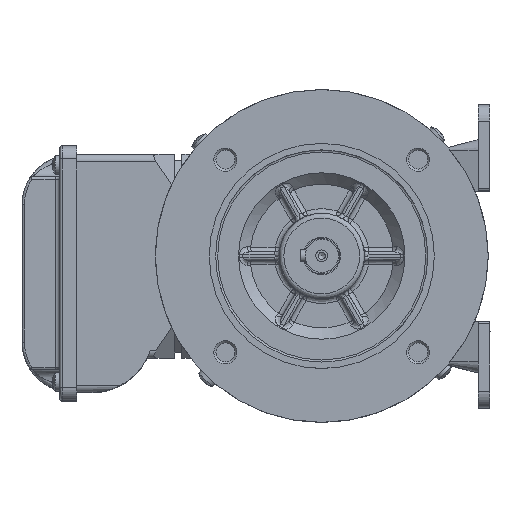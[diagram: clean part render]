
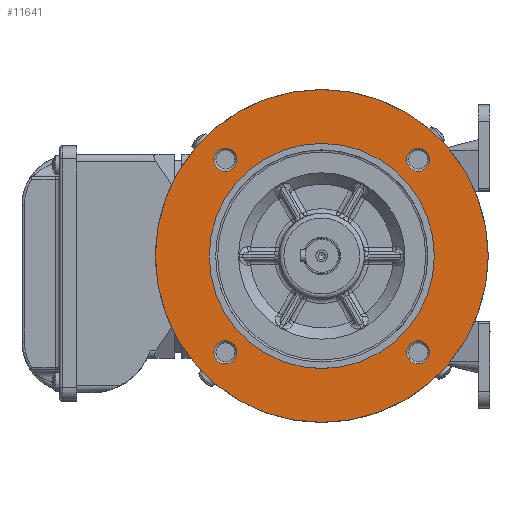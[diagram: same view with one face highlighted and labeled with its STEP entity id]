
A CAD part, top view. The second image highlights one B-rep face of the part: STEP entity #11641.
In plain terms, the highlighted face is planar.
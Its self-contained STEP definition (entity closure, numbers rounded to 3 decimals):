
#5749=FACE_BOUND('',#18402,.T.);
#5750=FACE_BOUND('',#18403,.T.);
#5751=FACE_BOUND('',#18404,.T.);
#5752=FACE_BOUND('',#18405,.T.);
#5753=FACE_BOUND('',#18406,.T.);
#5754=FACE_BOUND('',#18407,.T.);
#6855=CIRCLE('',#54248,47.5);
#7042=CIRCLE('',#54554,70.24);
#7106=CIRCLE('',#54662,4.88);
#7107=CIRCLE('',#54663,4.88);
#7108=CIRCLE('',#54664,4.88);
#7109=CIRCLE('',#54665,4.88);
#11641=ADVANCED_FACE('',(#5749,#5750,#5751,#5752,#5753,#5754),#13153,.F.);
#13153=PLANE('',#54666);
#18402=EDGE_LOOP('',(#31102));
#18403=EDGE_LOOP('',(#31103));
#18404=EDGE_LOOP('',(#31104));
#18405=EDGE_LOOP('',(#31105));
#18406=EDGE_LOOP('',(#31106));
#18407=EDGE_LOOP('',(#31107));
#31102=ORIENTED_EDGE('',*,*,#43751,.F.);
#31103=ORIENTED_EDGE('',*,*,#43752,.F.);
#31104=ORIENTED_EDGE('',*,*,#43564,.T.);
#31105=ORIENTED_EDGE('',*,*,#43106,.T.);
#31106=ORIENTED_EDGE('',*,*,#43753,.F.);
#31107=ORIENTED_EDGE('',*,*,#43754,.F.);
#36591=VERTEX_POINT('',#93150);
#36885=VERTEX_POINT('',#96986);
#37005=VERTEX_POINT('',#98328);
#37006=VERTEX_POINT('',#98330);
#37007=VERTEX_POINT('',#98332);
#37008=VERTEX_POINT('',#98334);
#43106=EDGE_CURVE('',#36591,#36591,#6855,.T.);
#43564=EDGE_CURVE('',#36885,#36885,#7042,.T.);
#43751=EDGE_CURVE('',#37005,#37005,#7106,.T.);
#43752=EDGE_CURVE('',#37006,#37006,#7107,.T.);
#43753=EDGE_CURVE('',#37007,#37007,#7108,.T.);
#43754=EDGE_CURVE('',#37008,#37008,#7109,.T.);
#54248=AXIS2_PLACEMENT_3D('',#93149,#63909,#63910);
#54554=AXIS2_PLACEMENT_3D('',#96985,#64629,#64630);
#54662=AXIS2_PLACEMENT_3D('',#98327,#64895,#64896);
#54663=AXIS2_PLACEMENT_3D('',#98329,#64897,#64898);
#54664=AXIS2_PLACEMENT_3D('',#98331,#64899,#64900);
#54665=AXIS2_PLACEMENT_3D('',#98333,#64901,#64902);
#54666=AXIS2_PLACEMENT_3D('',#98335,#64903,#64904);
#63909=DIRECTION('',(0.,0.,1.));
#63910=DIRECTION('',(1.,0.,0.));
#64629=DIRECTION('',(0.,0.,-1.));
#64630=DIRECTION('',(1.,0.,0.));
#64895=DIRECTION('',(0.,0.,-1.));
#64896=DIRECTION('',(1.,0.,0.));
#64897=DIRECTION('',(0.,0.,-1.));
#64898=DIRECTION('',(1.,0.,0.));
#64899=DIRECTION('',(0.,0.,-1.));
#64900=DIRECTION('',(1.,0.,0.));
#64901=DIRECTION('',(0.,0.,-1.));
#64902=DIRECTION('',(1.,0.,0.));
#64903=DIRECTION('',(0.,0.,1.));
#64904=DIRECTION('',(1.,0.,0.));
#93149=CARTESIAN_POINT('',(0.,0.,3.193));
#93150=CARTESIAN_POINT('',(47.5,0.,3.193));
#96985=CARTESIAN_POINT('',(0.,0.,3.193));
#96986=CARTESIAN_POINT('',(70.24,0.,3.193));
#98327=CARTESIAN_POINT('',(40.659,-40.659,3.193));
#98328=CARTESIAN_POINT('',(45.539,-40.659,3.193));
#98329=CARTESIAN_POINT('',(-40.659,40.659,3.193));
#98330=CARTESIAN_POINT('',(-35.779,40.659,3.193));
#98331=CARTESIAN_POINT('',(-40.659,-40.659,3.193));
#98332=CARTESIAN_POINT('',(-35.779,-40.659,3.193));
#98333=CARTESIAN_POINT('',(40.659,40.659,3.193));
#98334=CARTESIAN_POINT('',(45.539,40.659,3.193));
#98335=CARTESIAN_POINT('',(0.,0.,3.193));
